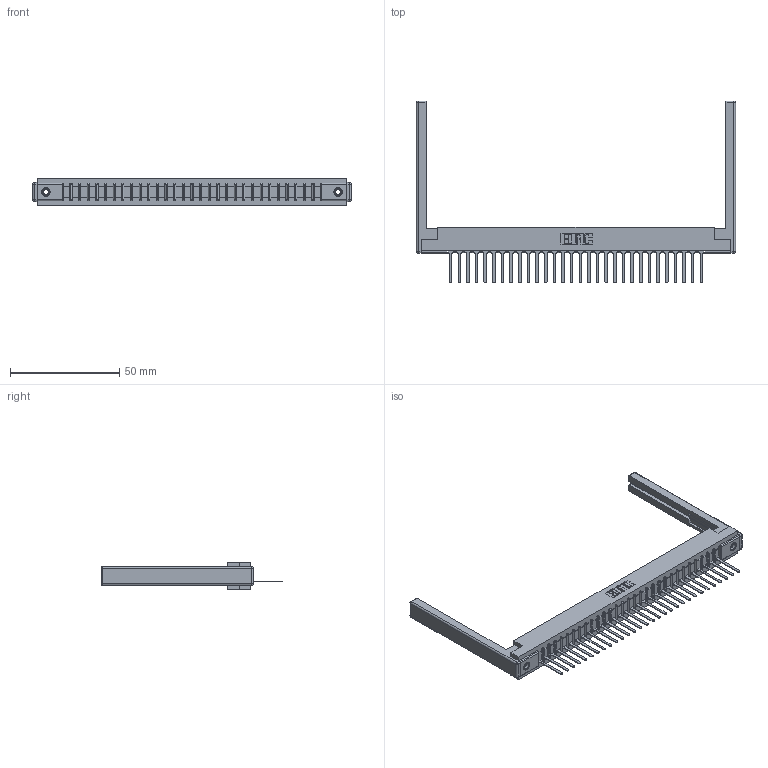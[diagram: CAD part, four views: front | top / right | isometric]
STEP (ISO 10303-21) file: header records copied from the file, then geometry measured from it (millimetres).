
FILE_DESCRIPTION (( 'STEP AP203' ), '1' );
FILE_NAME ('307-030-447-168.STEP', '2020-09-28T11:08:59', ( '' ), ( '' ), 'SwSTEP 2.0', 'SolidWorks 2020', '' );
FILE_SCHEMA (( 'CONFIG_CONTROL_DESIGN' ));
Length unit declared in the file: inch
Products named in the file (5): 307 Part_.156 Dia Mounting Holes; 345-250-001_345-250-001-102; 307-030-447-168; 307-220-068; 307-290-001_547
Assembly tree (35 placements, depth 2):
  307-030-447-168
    307 Part_.156 Dia Mounting Holes
    307-290-001_547  x30
    307-220-068  x2
    345-250-001_345-250-001-102  x2
Bounding box: 146.3 x 83.39 x 12.7 mm (x, y, z)
Volume: 19580.8 mm3; surface area: 20451.4 mm2
Topology: 35 solids, 35 shells, 1983 faces, 5573 edges, 3570 vertices
Faces by surface type: plane 1268, cylinder 629, sphere 70, cone 12, torus 4
Entity records: 29925 total; most frequent: CARTESIAN_POINT 5001, ORIENTED_EDGE 4976, DIRECTION 4888, EDGE_CURVE 2488, LINE 1902, VECTOR 1902, VERTEX_POINT 1606, AXIS2_PLACEMENT_3D 1493
